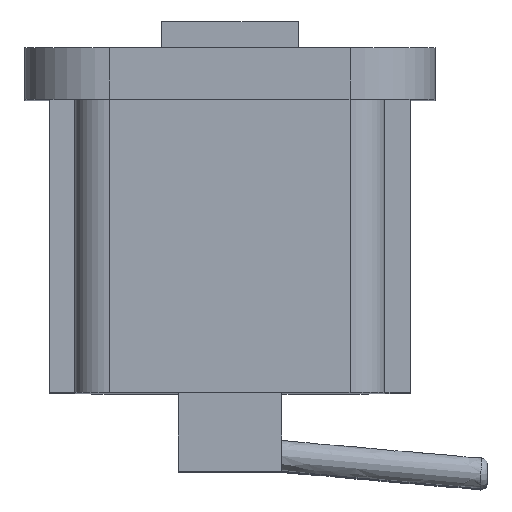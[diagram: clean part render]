
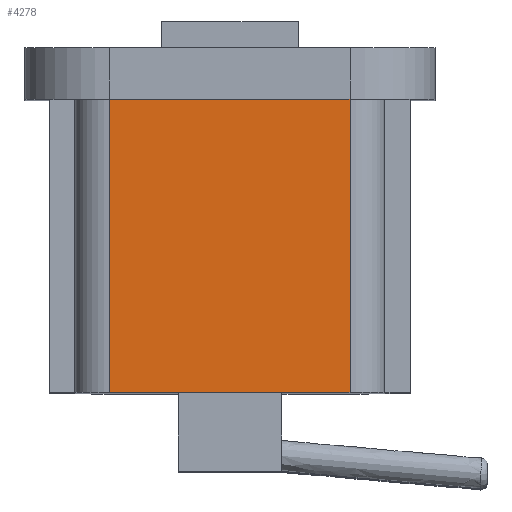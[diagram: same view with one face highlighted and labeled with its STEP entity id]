
A CAD part, top view. The second image highlights one B-rep face of the part: STEP entity #4278.
In plain terms, the highlighted planar face has unit normal (0, 0, 1).
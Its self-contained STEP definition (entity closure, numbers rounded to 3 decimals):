
#898=ORIENTED_EDGE('',*,*,#1479,.F.);
#899=ORIENTED_EDGE('',*,*,#1478,.T.);
#900=ORIENTED_EDGE('',*,*,#1480,.F.);
#901=ORIENTED_EDGE('',*,*,#1481,.F.);
#1478=EDGE_CURVE('',#1804,#1805,#2098,.T.);
#1479=EDGE_CURVE('',#1804,#1806,#2099,.T.);
#1480=EDGE_CURVE('',#1807,#1805,#2100,.T.);
#1481=EDGE_CURVE('',#1806,#1807,#2101,.T.);
#1804=VERTEX_POINT('',#7010);
#1805=VERTEX_POINT('',#7012);
#1806=VERTEX_POINT('',#7016);
#1807=VERTEX_POINT('',#7018);
#2098=LINE('',#7013,#2403);
#2099=LINE('',#7015,#2404);
#2100=LINE('',#7017,#2405);
#2101=LINE('',#7019,#2406);
#2403=VECTOR('',#5271,1000.);
#2404=VECTOR('',#5274,1000.);
#2405=VECTOR('',#5275,1000.);
#2406=VECTOR('',#5276,1000.);
#2597=EDGE_LOOP('',(#898,#899,#900,#901));
#2787=FACE_BOUND('',#2597,.T.);
#2931=PLANE('',#4533);
#4278=ADVANCED_FACE('',(#2787),#2931,.T.);
#4533=AXIS2_PLACEMENT_3D('',#7014,#5272,#5273);
#5271=DIRECTION('',(0.,-1.,0.));
#5272=DIRECTION('',(0.,0.,1.));
#5273=DIRECTION('',(-1.,0.,0.));
#5274=DIRECTION('',(1.,0.,0.));
#5275=DIRECTION('',(-1.,0.,0.));
#5276=DIRECTION('',(0.,-1.,0.));
#7010=CARTESIAN_POINT('',(3.3,-2.,40.7));
#7012=CARTESIAN_POINT('',(3.3,-13.35,40.7));
#7013=CARTESIAN_POINT('',(3.3,-2.,40.7));
#7014=CARTESIAN_POINT('',(12.6,-2.,40.7));
#7015=CARTESIAN_POINT('',(10.275,-2.,40.7));
#7016=CARTESIAN_POINT('',(12.6,-2.,40.7));
#7017=CARTESIAN_POINT('',(12.6,-13.35,40.7));
#7018=CARTESIAN_POINT('',(12.6,-13.35,40.7));
#7019=CARTESIAN_POINT('',(12.6,-2.,40.7));
